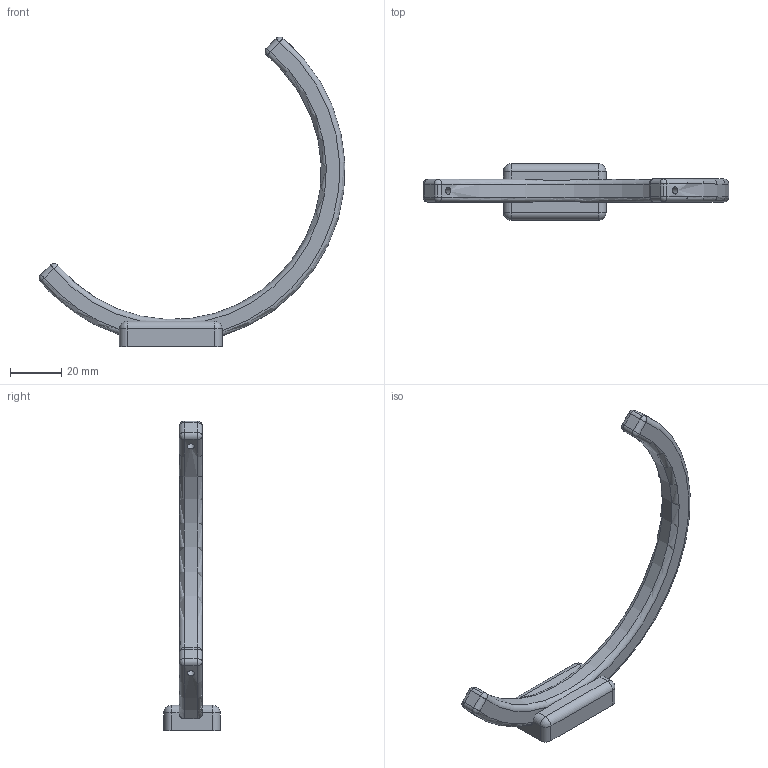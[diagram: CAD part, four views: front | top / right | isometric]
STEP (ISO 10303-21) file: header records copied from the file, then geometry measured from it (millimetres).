
FILE_DESCRIPTION(('HOOPS Exchange Step'),'2;1');
FILE_NAME('temp_export','2024-03-06T23:39:23+16:00',('mobile'),('Shapr3D Limited'),'HOOPS Exchange 2023.2','Shapr3D','Authorized');
FILE_SCHEMA( ('AUTOMOTIVE_DESIGN { 1 0 10303 214 1 1 1 1 }') );
Length unit declared in the file: millimetre
Products named in the file (1): Body 04
Bounding box: 119.19 x 22 x 120.79 mm (x, y, z)
Volume: 22672.5 mm3; surface area: 8721 mm2
Topology: 1 solids, 1 shells, 56 faces, 138 edges, 72 vertices
Faces by surface type: cylinder 25, plane 13, sphere 12, torus 6
Full cylindrical faces by diameter (mm): 2.8 x2
Entity records: 2063 total; most frequent: CARTESIAN_POINT 762, DIRECTION 292, ORIENTED_EDGE 252, EDGE_CURVE 126, AXIS2_PLACEMENT_3D 119, VERTEX_POINT 72, CIRCLE 62, EDGE_LOOP 60
